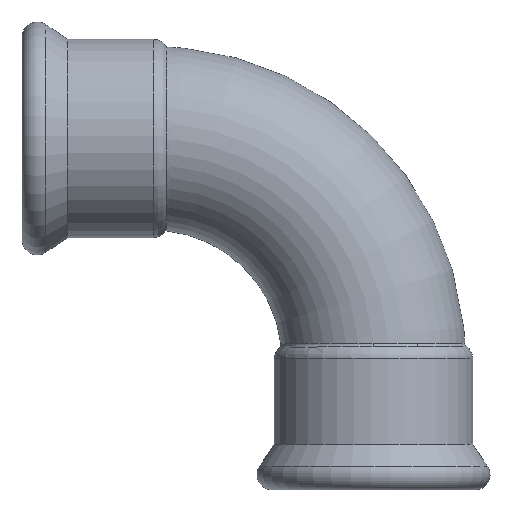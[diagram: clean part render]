
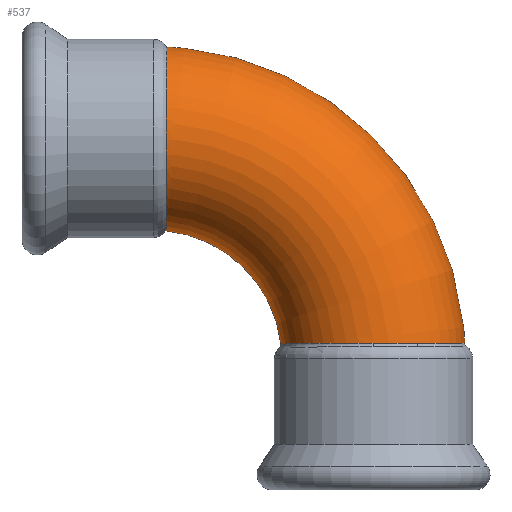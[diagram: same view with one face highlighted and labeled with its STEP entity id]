
A CAD part, front view. The second image highlights one B-rep face of the part: STEP entity #537.
In plain terms, the highlighted toroidal (fillet/blend) face has major radius 50.4 mm and minor radius 21 mm.
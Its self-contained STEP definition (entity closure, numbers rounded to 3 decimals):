
#39=B_SPLINE_CURVE_WITH_KNOTS('',4,(#1001,#1002,#1003,#1004,#1005),
 .UNSPECIFIED.,.F.,.F.,(5,5),(75.12,89.19),
 .UNSPECIFIED.);
#40=B_SPLINE_CURVE_WITH_KNOTS('',5,(#1069,#1070,#1071,#1072,#1073,#1074,
#1075,#1076,#1077,#1078,#1079,#1080),.UNSPECIFIED.,.F.,.F.,(6,3,3,6),(0.,
21.608,53.698,75.119),.UNSPECIFIED.);
#41=B_SPLINE_CURVE_WITH_KNOTS('',5,(#1148,#1149,#1150,#1151,#1152,#1153,
#1154,#1155,#1156),.UNSPECIFIED.,.F.,.F.,(6,3,6),(62.543,74.973,
107.19),.UNSPECIFIED.);
#42=B_SPLINE_CURVE_WITH_KNOTS('',5,(#1157,#1158,#1159,#1160,#1161,#1162,
#1163,#1164,#1165),.UNSPECIFIED.,.F.,.F.,(6,3,6),(31.967,50.884,
62.543),.UNSPECIFIED.);
#43=B_SPLINE_CURVE_WITH_KNOTS('',5,(#1192,#1193,#1194,#1195,#1196,#1197),
 .UNSPECIFIED.,.F.,.F.,(6,6),(0.,14.361),.UNSPECIFIED.);
#44=B_SPLINE_CURVE_WITH_KNOTS('',3,(#1237,#1238,#1239,#1240,#1241,#1242,
#1243,#1244,#1245,#1246,#1247,#1248,#1249,#1250,#1251,#1252,#1253,#1254,
#1255,#1256,#1257,#1258,#1259,#1260,#1261),.UNSPECIFIED.,.F.,.F.,(4,2,2,
2,2,2,3,2,2,2,2,4),(-4.356,-4.106,-3.283,
-2.461,-1.64,-0.82,0.,0.464,
0.928,1.749,2.57,3.309),
 .UNSPECIFIED.);
#45=B_SPLINE_CURVE_WITH_KNOTS('',3,(#1263,#1264,#1265,#1266,#1267,#1268,
#1269,#1270,#1271,#1272,#1273,#1274),.UNSPECIFIED.,.F.,.F.,(4,2,2,2,2,4),
(-9.937,-9.853,-9.03,-8.209,
-7.391,-6.624),.UNSPECIFIED.);
#46=B_SPLINE_CURVE_WITH_KNOTS('',3,(#1275,#1276,#1277,#1278,#1279,#1280,
#1281,#1282,#1283,#1284),.UNSPECIFIED.,.F.,.F.,(4,2,2,2,4),(-6.624,
-6.575,-5.755,-4.931,-4.356),
 .UNSPECIFIED.);
#67=TOROIDAL_SURFACE('',#613,50.4,21.);
#92=FACE_OUTER_BOUND('',#128,.T.);
#128=EDGE_LOOP('',(#400,#401,#402,#403,#404,#405,#406,#407,#408,#409));
#189=CIRCLE('',#614,29.4);
#210=VERTEX_POINT('',#999);
#211=VERTEX_POINT('',#1000);
#212=VERTEX_POINT('',#1068);
#214=VERTEX_POINT('',#1146);
#215=VERTEX_POINT('',#1147);
#226=VERTEX_POINT('',#1235);
#227=VERTEX_POINT('',#1236);
#228=VERTEX_POINT('',#1262);
#258=EDGE_CURVE('',#210,#211,#39,.F.);
#261=EDGE_CURVE('',#211,#212,#40,.F.);
#265=EDGE_CURVE('',#214,#215,#41,.F.);
#266=EDGE_CURVE('',#215,#210,#42,.F.);
#268=EDGE_CURVE('',#212,#214,#43,.T.);
#286=EDGE_CURVE('',#226,#227,#44,.F.);
#287=EDGE_CURVE('',#228,#226,#45,.F.);
#288=EDGE_CURVE('',#227,#228,#46,.F.);
#292=EDGE_CURVE('',#228,#215,#189,.T.);
#400=ORIENTED_EDGE('',*,*,#286,.T.);
#401=ORIENTED_EDGE('',*,*,#288,.T.);
#402=ORIENTED_EDGE('',*,*,#292,.T.);
#403=ORIENTED_EDGE('',*,*,#265,.F.);
#404=ORIENTED_EDGE('',*,*,#268,.F.);
#405=ORIENTED_EDGE('',*,*,#261,.F.);
#406=ORIENTED_EDGE('',*,*,#258,.F.);
#407=ORIENTED_EDGE('',*,*,#266,.F.);
#408=ORIENTED_EDGE('',*,*,#292,.F.);
#409=ORIENTED_EDGE('',*,*,#287,.T.);
#537=ADVANCED_FACE('',(#92),#67,.T.);
#613=AXIS2_PLACEMENT_3D('',#1290,#724,#725);
#614=AXIS2_PLACEMENT_3D('',#1291,#726,#727);
#724=DIRECTION('center_axis',(0.,-1.,0.));
#725=DIRECTION('ref_axis',(1.,0.,0.));
#726=DIRECTION('center_axis',(0.,1.,0.));
#727=DIRECTION('ref_axis',(1.,0.,0.));
#999=CARTESIAN_POINT('',(-10.11,18.49,-46.871));
#1000=CARTESIAN_POINT('',(-0.125,21.,-46.853));
#1001=CARTESIAN_POINT('Ctrl Pts',(-0.125,21.,-46.853));
#1002=CARTESIAN_POINT('Ctrl Pts',(-2.724,21.,-46.857));
#1003=CARTESIAN_POINT('Ctrl Pts',(-5.324,20.573,-46.861));
#1004=CARTESIAN_POINT('Ctrl Pts',(-7.818,19.72,-46.866));
#1005=CARTESIAN_POINT('Ctrl Pts',(-10.11,18.49,-46.871));
#1068=CARTESIAN_POINT('',(10.041,-18.387,-46.841));
#1069=CARTESIAN_POINT('Ctrl Pts',(10.041,-18.387,-46.841));
#1070=CARTESIAN_POINT('Ctrl Pts',(12.836,-16.847,-46.839));
#1071=CARTESIAN_POINT('Ctrl Pts',(15.337,-14.778,-46.836));
#1072=CARTESIAN_POINT('Ctrl Pts',(17.412,-12.254,-46.835));
#1073=CARTESIAN_POINT('Ctrl Pts',(21.248,-5.162,-46.832));
#1074=CARTESIAN_POINT('Ctrl Pts',(21.522,3.063,-46.832));
#1075=CARTESIAN_POINT('Ctrl Pts',(20.258,7.895,-46.833));
#1076=CARTESIAN_POINT('Ctrl Pts',(16.008,14.911,-46.836));
#1077=CARTESIAN_POINT('Ctrl Pts',(9.22,19.218,-46.842));
#1078=CARTESIAN_POINT('Ctrl Pts',(6.206,20.406,-46.845));
#1079=CARTESIAN_POINT('Ctrl Pts',(3.041,21.,-46.849));
#1080=CARTESIAN_POINT('Ctrl Pts',(-0.125,21.,-46.853));
#1146=CARTESIAN_POINT('',(-0.125,-21.,-46.853));
#1147=CARTESIAN_POINT('',(-21.208,0.,-46.906));
#1148=CARTESIAN_POINT('Ctrl Pts',(-21.208,0.,
-46.906));
#1149=CARTESIAN_POINT('Ctrl Pts',(-21.208,-1.844,-46.906));
#1150=CARTESIAN_POINT('Ctrl Pts',(-21.004,-3.689,-46.905));
#1151=CARTESIAN_POINT('Ctrl Pts',(-20.597,-5.503,-46.903));
#1152=CARTESIAN_POINT('Ctrl Pts',(-18.428,-11.798,-46.895));
#1153=CARTESIAN_POINT('Ctrl Pts',(-13.907,-16.97,-46.879));
#1154=CARTESIAN_POINT('Ctrl Pts',(-9.65,-19.657,-46.869));
#1155=CARTESIAN_POINT('Ctrl Pts',(-4.887,-21.,-46.86));
#1156=CARTESIAN_POINT('Ctrl Pts',(-0.125,-21.,-46.853));
#1157=CARTESIAN_POINT('Ctrl Pts',(-10.11,18.49,-46.871));
#1158=CARTESIAN_POINT('Ctrl Pts',(-12.575,17.168,-46.877));
#1159=CARTESIAN_POINT('Ctrl Pts',(-14.822,15.437,-46.883));
#1160=CARTESIAN_POINT('Ctrl Pts',(-16.761,13.344,-46.889));
#1161=CARTESIAN_POINT('Ctrl Pts',(-19.275,9.504,-46.898));
#1162=CARTESIAN_POINT('Ctrl Pts',(-20.67,5.165,-46.904));
#1163=CARTESIAN_POINT('Ctrl Pts',(-21.029,3.46,-46.905));
#1164=CARTESIAN_POINT('Ctrl Pts',(-21.208,1.73,-46.906));
#1165=CARTESIAN_POINT('Ctrl Pts',(-21.208,0.,
-46.906));
#1192=CARTESIAN_POINT('Ctrl Pts',(10.041,-18.387,-46.841));
#1193=CARTESIAN_POINT('Ctrl Pts',(8.183,-19.41,-46.843));
#1194=CARTESIAN_POINT('Ctrl Pts',(6.197,-20.199,-46.845));
#1195=CARTESIAN_POINT('Ctrl Pts',(4.12,-20.733,-46.848));
#1196=CARTESIAN_POINT('Ctrl Pts',(1.998,-21.,-46.85));
#1197=CARTESIAN_POINT('Ctrl Pts',(-0.125,-21.,-46.853));
#1235=CARTESIAN_POINT('',(-47.37,21.,-0.091));
#1236=CARTESIAN_POINT('',(-47.403,-18.476,-10.093));
#1237=CARTESIAN_POINT('Ctrl Pts',(-47.403,-18.476,-10.093));
#1238=CARTESIAN_POINT('Ctrl Pts',(-47.4,-18.869,-9.363));
#1239=CARTESIAN_POINT('Ctrl Pts',(-47.397,-19.22,-8.609));
#1240=CARTESIAN_POINT('Ctrl Pts',(-47.385,-20.535,-5.28));
#1241=CARTESIAN_POINT('Ctrl Pts',(-47.377,-21.035,-2.554));
#1242=CARTESIAN_POINT('Ctrl Pts',(-47.362,-20.961,2.932));
#1243=CARTESIAN_POINT('Ctrl Pts',(-47.356,-20.39,5.639));
#1244=CARTESIAN_POINT('Ctrl Pts',(-47.347,-18.244,10.678));
#1245=CARTESIAN_POINT('Ctrl Pts',(-47.343,-16.69,12.962));
#1246=CARTESIAN_POINT('Ctrl Pts',(-47.337,-12.797,16.804));
#1247=CARTESIAN_POINT('Ctrl Pts',(-47.334,-10.495,18.325));
#1248=CARTESIAN_POINT('Ctrl Pts',(-47.332,-5.438,20.4));
#1249=CARTESIAN_POINT('Ctrl Pts',(-47.331,-2.732,20.934));
#1250=CARTESIAN_POINT('Ctrl Pts',(-47.331,0.,
20.934));
#1251=CARTESIAN_POINT('Ctrl Pts',(-47.331,1.547,20.934));
#1252=CARTESIAN_POINT('Ctrl Pts',(-47.331,3.09,20.763));
#1253=CARTESIAN_POINT('Ctrl Pts',(-47.332,6.109,20.085));
#1254=CARTESIAN_POINT('Ctrl Pts',(-47.333,7.576,19.58));
#1255=CARTESIAN_POINT('Ctrl Pts',(-47.335,11.447,17.748));
#1256=CARTESIAN_POINT('Ctrl Pts',(-47.338,13.667,16.106));
#1257=CARTESIAN_POINT('Ctrl Pts',(-47.344,17.355,12.062));
#1258=CARTESIAN_POINT('Ctrl Pts',(-47.348,18.787,9.697));
#1259=CARTESIAN_POINT('Ctrl Pts',(-47.358,20.569,4.811));
#1260=CARTESIAN_POINT('Ctrl Pts',(-47.364,21.,2.368));
#1261=CARTESIAN_POINT('Ctrl Pts',(-47.37,21.,-0.091));
#1262=CARTESIAN_POINT('',(-47.465,0.,-21.147));
#1263=CARTESIAN_POINT('Ctrl Pts',(-47.37,21.,-0.091));
#1264=CARTESIAN_POINT('Ctrl Pts',(-47.371,21.,-0.369));
#1265=CARTESIAN_POINT('Ctrl Pts',(-47.372,20.994,-0.648));
#1266=CARTESIAN_POINT('Ctrl Pts',(-47.38,20.875,-3.668));
#1267=CARTESIAN_POINT('Ctrl Pts',(-47.389,20.232,-6.362));
#1268=CARTESIAN_POINT('Ctrl Pts',(-47.408,17.953,-11.346));
#1269=CARTESIAN_POINT('Ctrl Pts',(-47.418,16.34,-13.591));
#1270=CARTESIAN_POINT('Ctrl Pts',(-47.439,12.355,-17.33));
#1271=CARTESIAN_POINT('Ctrl Pts',(-47.448,10.023,-18.791));
#1272=CARTESIAN_POINT('Ctrl Pts',(-47.461,5.088,-20.679));
#1273=CARTESIAN_POINT('Ctrl Pts',(-47.465,2.555,-21.147));
#1274=CARTESIAN_POINT('Ctrl Pts',(-47.465,0.,
-21.147));
#1275=CARTESIAN_POINT('Ctrl Pts',(-47.465,0.,
-21.147));
#1276=CARTESIAN_POINT('Ctrl Pts',(-47.465,-0.165,-21.147));
#1277=CARTESIAN_POINT('Ctrl Pts',(-47.465,-0.33,
-21.145));
#1278=CARTESIAN_POINT('Ctrl Pts',(-47.464,-3.227,-21.076));
#1279=CARTESIAN_POINT('Ctrl Pts',(-47.46,-5.92,-20.477));
#1280=CARTESIAN_POINT('Ctrl Pts',(-47.445,-10.935,-18.272));
#1281=CARTESIAN_POINT('Ctrl Pts',(-47.435,-13.208,-16.685));
#1282=CARTESIAN_POINT('Ctrl Pts',(-47.417,-16.439,-13.326));
#1283=CARTESIAN_POINT('Ctrl Pts',(-47.41,-17.571,-11.773));
#1284=CARTESIAN_POINT('Ctrl Pts',(-47.403,-18.476,-10.093));
#1290=CARTESIAN_POINT('Origin',(-50.4,0.,-50.4));
#1291=CARTESIAN_POINT('Origin',(-50.4,0.,-50.4));
